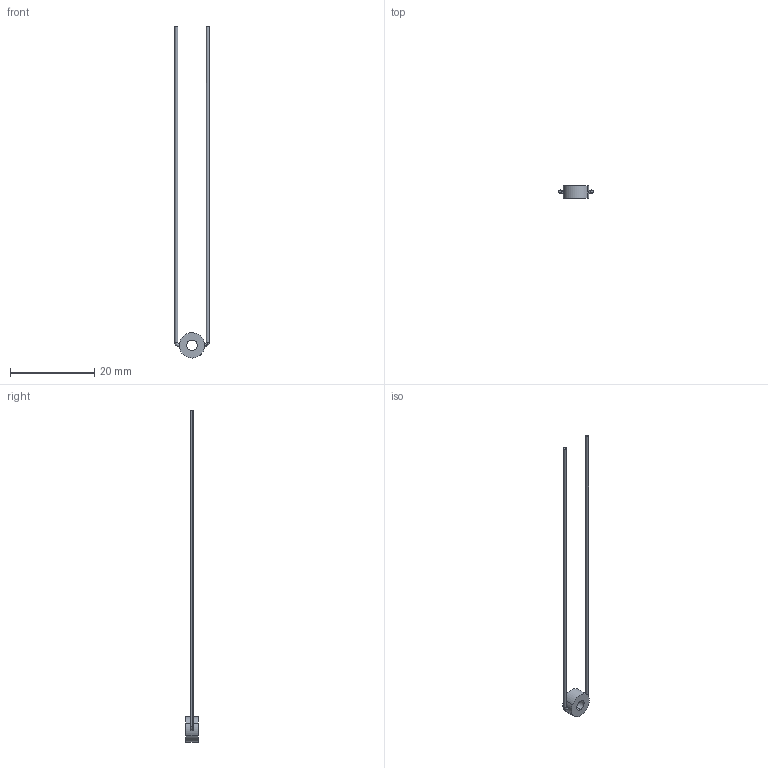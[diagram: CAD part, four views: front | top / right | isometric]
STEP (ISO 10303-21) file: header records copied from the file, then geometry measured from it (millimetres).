
FILE_DESCRIPTION (( 'STEP AP214' ), '1' );
FILE_NAME ('CTN014427.STEP', '2019-07-24T08:19:50', ( '' ), ( '' ), 'SwSTEP 2.0', 'SolidWorks 2018', '' );
FILE_SCHEMA (( 'AUTOMOTIVE_DESIGN' ));
Length unit declared in the file: millimetre
Products named in the file (1): CTN014427
Bounding box: 8.11 x 3 x 78.7 mm (x, y, z)
Volume: 128.8 mm3; surface area: 463.2 mm2
Topology: 3 solids, 3 shells, 28 faces, 61 edges, 40 vertices
Faces by surface type: cylinder 12, plane 9, bspline 5, torus 2
Entity records: 1392 total; most frequent: CARTESIAN_POINT 487, ORIENTED_EDGE 122, DIRECTION 119, EDGE_CURVE 61, AXIS2_PLACEMENT_3D 50, VERTEX_POINT 40, EDGE_LOOP 31, UNCERTAINTY_MEASURE_WITH_UNIT 28
